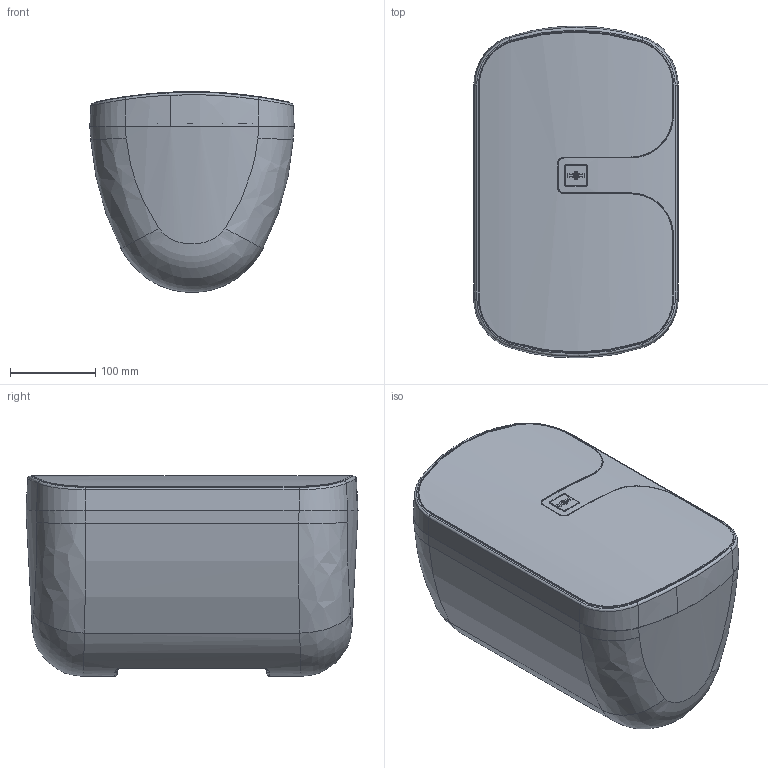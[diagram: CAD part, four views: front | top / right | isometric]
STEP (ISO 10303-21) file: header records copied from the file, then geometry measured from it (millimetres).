
FILE_DESCRIPTION (( 'STEP AP214' ), '1' );
FILE_NAME ('TNi-W6.STEP', '2020-02-28T14:44:21', ( '' ), ( '' ), 'SwSTEP 2.0', 'SolidWorks 2019', '' );
FILE_SCHEMA (( 'AUTOMOTIVE_DESIGN' ));
Length unit declared in the file: millimetre
Products named in the file (1): TNi-W6
Bounding box: 240 x 389.81 x 235.75 mm (x, y, z)
Volume: 1061205.2 mm3; surface area: 875174.8 mm2
Topology: 1 solids, 3 shells, 540 faces, 1394 edges, 893 vertices
Faces by surface type: plane 209, bspline 175, cylinder 124, cone 26, torus 6
Entity records: 61685 total; most frequent: CARTESIAN_POINT 44596, ORIENTED_EDGE 2778, DIRECTION 1544, EDGE_CURVE 1389, VERTEX_POINT 891, B_SPLINE_CURVE_WITH_KNOTS 675, VECTOR 608, LINE 608
